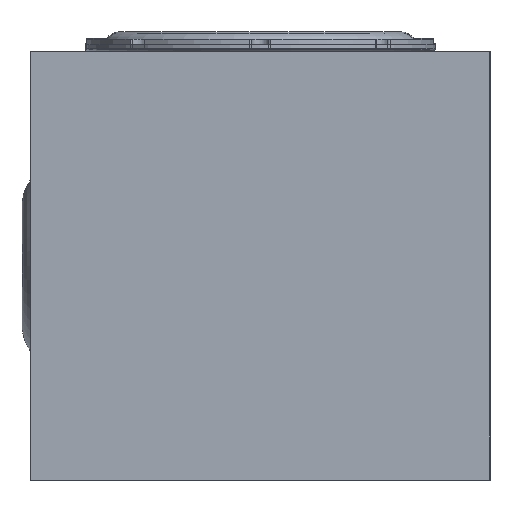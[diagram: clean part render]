
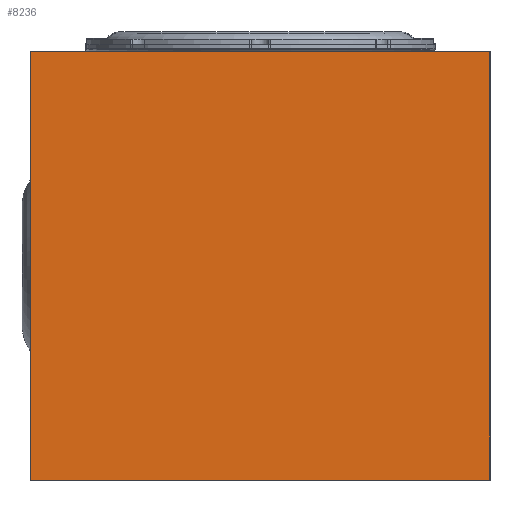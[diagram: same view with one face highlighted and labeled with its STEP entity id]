
A CAD part, left-side view. The second image highlights one B-rep face of the part: STEP entity #8236.
In plain terms, the highlighted planar face has unit normal (-1, 0, 0).
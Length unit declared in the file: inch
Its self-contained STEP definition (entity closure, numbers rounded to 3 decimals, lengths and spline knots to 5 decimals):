
#1664=FACE_OUTER_BOUND('',#2133,.T.);
#2133=EDGE_LOOP('',(#5947,#5948,#5949,#5950));
#2729=LINE('',#12373,#3269);
#2733=LINE('',#12380,#3273);
#2737=LINE('',#12388,#3277);
#2738=LINE('',#12390,#3278);
#3269=VECTOR('',#10036,0.3937);
#3273=VECTOR('',#10042,0.3937);
#3277=VECTOR('',#10050,0.3937);
#3278=VECTOR('',#10053,0.3937);
#3761=VERTEX_POINT('',#12370);
#3762=VERTEX_POINT('',#12372);
#3763=VERTEX_POINT('',#12376);
#3766=VERTEX_POINT('',#12386);
#4584=EDGE_CURVE('',#3762,#3761,#2729,.T.);
#4588=EDGE_CURVE('',#3762,#3763,#2733,.T.);
#4592=EDGE_CURVE('',#3761,#3766,#2737,.T.);
#4593=EDGE_CURVE('',#3766,#3763,#2738,.T.);
#5947=ORIENTED_EDGE('',*,*,#4593,.T.);
#5948=ORIENTED_EDGE('',*,*,#4588,.F.);
#5949=ORIENTED_EDGE('',*,*,#4584,.T.);
#5950=ORIENTED_EDGE('',*,*,#4592,.T.);
#8031=PLANE('',#8909);
#8236=ADVANCED_FACE('',(#1664),#8031,.T.);
#8909=AXIS2_PLACEMENT_3D('',#12389,#10051,#10052);
#10036=DIRECTION('',(0.,-1.,0.));
#10042=DIRECTION('',(0.,0.,1.));
#10050=DIRECTION('',(0.,0.,1.));
#10051=DIRECTION('center_axis',(-1.,0.,0.));
#10052=DIRECTION('ref_axis',(0.,-1.,0.));
#10053=DIRECTION('',(0.,1.,0.));
#12370=CARTESIAN_POINT('',(-0.75,-15.31496,-0.75));
#12372=CARTESIAN_POINT('',(-0.75,0.75,-0.75));
#12373=CARTESIAN_POINT('',(-0.75,0.75,-0.75));
#12376=CARTESIAN_POINT('',(-0.75,0.75,14.25));
#12380=CARTESIAN_POINT('',(-0.75,0.75,13.5));
#12386=CARTESIAN_POINT('',(-0.75,-15.31496,14.25));
#12388=CARTESIAN_POINT('',(-0.75,-15.31496,13.5));
#12389=CARTESIAN_POINT('Origin',(-0.75,0.75,13.5));
#12390=CARTESIAN_POINT('',(-0.75,-3.26624,14.25));
